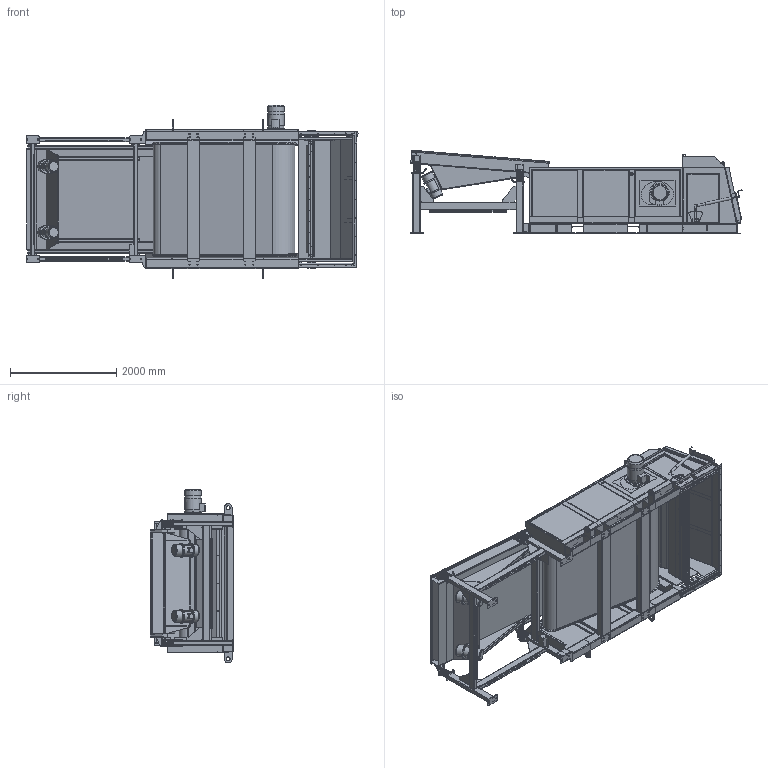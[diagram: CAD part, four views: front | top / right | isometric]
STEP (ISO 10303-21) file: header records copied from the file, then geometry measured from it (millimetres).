
FILE_DESCRIPTION(/* description */ ('REC MASTER'),/* implementation_level */ '2;1');
FILE_NAME(/* name */ 'E0142791.stp',/* time_stamp */ '2021-05-11T15:51:39+02:00',/* author */ ('tt'),/* organization */ (''),/* preprocessor_version */ 'ST-DEVELOPER v18.1',/* originating_system */ 'Autodesk Inventor 2021',/* authorisation */ '');
FILE_SCHEMA (('AUTOMOTIVE_DESIGN { 1 0 10303 214 3 1 1 }'));
Products named in the file (18): E0126747; E0126680; E0126664; E0126670; 45.1800093; E0126732; E0134792; E0126725; E0127573; E0127568; E0127577; E0127575; E0127578; E0127579; E0127576; E0127567; E0137513; E0126643
Assembly tree (17 placements, depth 2):
  E0126747
    E0126680
    E0126664
    E0126670
    45.1800093
    E0126732
    E0134792
    E0126725
    E0127573
    E0127568
    E0127577
    E0127575
    E0127578
    E0127579
    E0127576
    E0127567
    E0137513
    E0126643
Bounding box: 6261.45 x 1575.14 x 3279.58 mm (x, y, z)
Volume: 433236418.3 mm3; surface area: 119912997.2 mm2
Topology: 29 solids, 29 shells, 3822 faces, 10676 edges, 6740 vertices
Faces by surface type: plane 2145, cylinder 1516, bspline 102, cone 24, torus 23, sphere 12
Full cylindrical faces by diameter (mm): 6.647 x22, 8 x2, 8.5 x6, 10 x14, 12 x17, 13.8 x1, 17 x1, 18 x4, 20 x1, 35 x4, 40 x5, 41.4 x1, 42 x1, 44 x2, 45 x1, 50 x1, 55 x2, 65 x1, 75 x4, 129.7 x40, 130.1 x40, 219 x4, 250 x1, 265.6 x1, 311.6 x1, 316 x1, 350 x1
Entity records: 141718 total; most frequent: CARTESIAN_POINT 36985, ORIENTED_EDGE 21370, DIRECTION 20737, EDGE_CURVE 10685, LINE 7261, VECTOR 7261, VERTEX_POINT 6748, AXIS2_PLACEMENT_3D 6738
